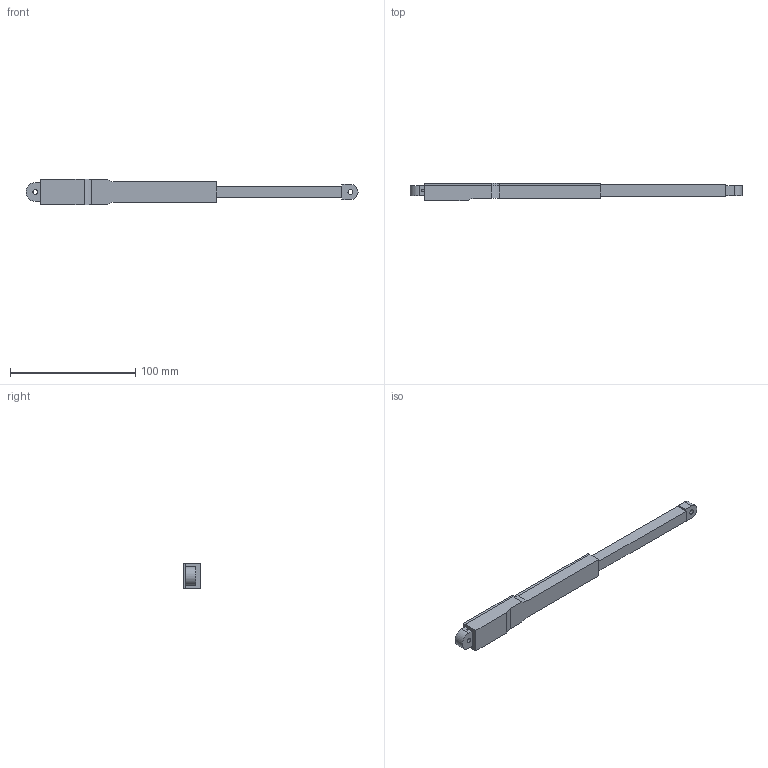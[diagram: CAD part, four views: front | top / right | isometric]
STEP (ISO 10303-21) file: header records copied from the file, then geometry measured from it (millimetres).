
FILE_DESCRIPTION (( 'STEP AP214' ), '1' );
FILE_NAME ('Actuator assembly.STEP', '2025-03-16T16:13:32', ( '' ), ( '' ), 'SwSTEP 2.0', 'SolidWorks 2022', '' );
FILE_SCHEMA (( 'AUTOMOTIVE_DESIGN' ));
Length unit declared in the file: millimetre
Products named in the file (4): Part2; Part1; Actuator assembly; Part1 Cover
Assembly tree (3 placements, depth 2):
  Actuator assembly
    Part1
    Part1 Cover
    Part2
Bounding box: 265.5 x 14 x 20 mm (x, y, z)
Volume: 25752.8 mm3; surface area: 24350.1 mm2
Topology: 3 solids, 3 shells, 79 faces, 214 edges, 141 vertices
Faces by surface type: plane 59, cylinder 20
Entity records: 2635 total; most frequent: CARTESIAN_POINT 440, ORIENTED_EDGE 428, DIRECTION 425, EDGE_CURVE 214, VECTOR 173, LINE 173, VERTEX_POINT 141, AXIS2_PLACEMENT_3D 126
